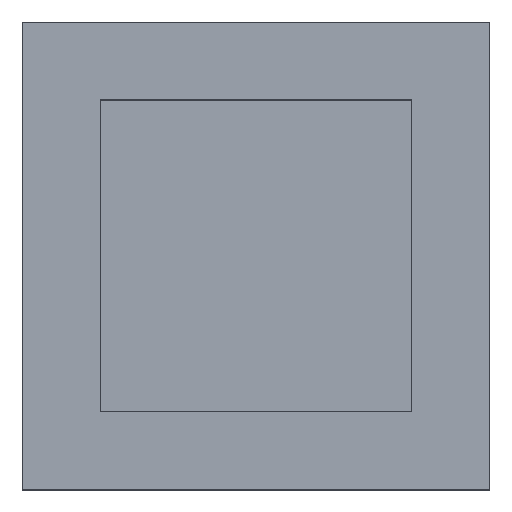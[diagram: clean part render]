
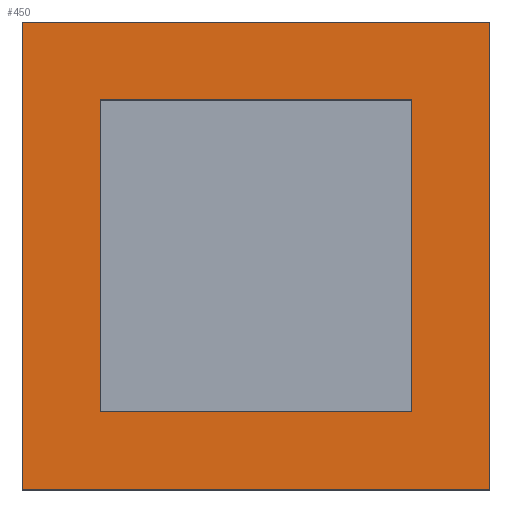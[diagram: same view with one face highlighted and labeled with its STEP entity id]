
A CAD part, top view. The second image highlights one B-rep face of the part: STEP entity #450.
In plain terms, the highlighted planar face has unit normal (0, 0, 1).
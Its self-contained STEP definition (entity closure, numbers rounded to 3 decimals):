
#200=CARTESIAN_POINT('',(7.5,7.5,5.));
#201=VERTEX_POINT('',#200);
#208=CARTESIAN_POINT('',(7.5,-7.5,5.));
#209=VERTEX_POINT('',#208);
#210=CARTESIAN_POINT('',(7.5,7.5,5.));
#211=DIRECTION('',(0.,-1.,0.));
#212=VECTOR('',#211,15.);
#213=LINE('',#210,#212);
#214=EDGE_CURVE('',#201,#209,#213,.T.);
#238=CARTESIAN_POINT('',(-7.5,7.5,5.));
#239=VERTEX_POINT('',#238);
#246=CARTESIAN_POINT('',(-7.5,7.5,5.));
#247=DIRECTION('',(1.,0.,-0.));
#248=VECTOR('',#247,15.);
#249=LINE('',#246,#248);
#250=EDGE_CURVE('',#239,#201,#249,.T.);
#269=CARTESIAN_POINT('',(-7.5,-7.5,5.));
#270=VERTEX_POINT('',#269);
#277=CARTESIAN_POINT('',(-7.5,-7.5,5.));
#278=DIRECTION('',(0.,1.,0.));
#279=VECTOR('',#278,15.);
#280=LINE('',#277,#279);
#281=EDGE_CURVE('',#270,#239,#280,.T.);
#302=CARTESIAN_POINT('',(5.,-5.,5.));
#303=VERTEX_POINT('',#302);
#310=CARTESIAN_POINT('',(5.,5.,5.));
#311=VERTEX_POINT('',#310);
#312=CARTESIAN_POINT('',(5.,-5.,5.));
#313=DIRECTION('',(0.,1.,0.));
#314=VECTOR('',#313,10.);
#315=LINE('',#312,#314);
#316=EDGE_CURVE('',#303,#311,#315,.T.);
#340=CARTESIAN_POINT('',(-5.,-5.,5.));
#341=VERTEX_POINT('',#340);
#348=CARTESIAN_POINT('',(-5.,-5.,5.));
#349=DIRECTION('',(1.,0.,-0.));
#350=VECTOR('',#349,10.);
#351=LINE('',#348,#350);
#352=EDGE_CURVE('',#341,#303,#351,.T.);
#371=CARTESIAN_POINT('',(-5.,5.,5.));
#372=VERTEX_POINT('',#371);
#379=CARTESIAN_POINT('',(-5.,5.,5.));
#380=DIRECTION('',(0.,-1.,0.));
#381=VECTOR('',#380,10.);
#382=LINE('',#379,#381);
#383=EDGE_CURVE('',#372,#341,#382,.T.);
#401=CARTESIAN_POINT('',(5.,5.,5.));
#402=DIRECTION('',(-1.,0.,0.));
#403=VECTOR('',#402,10.);
#404=LINE('',#401,#403);
#405=EDGE_CURVE('',#311,#372,#404,.T.);
#423=CARTESIAN_POINT('',(7.5,-7.5,5.));
#424=DIRECTION('',(-1.,0.,0.));
#425=VECTOR('',#424,15.);
#426=LINE('',#423,#425);
#427=EDGE_CURVE('',#209,#270,#426,.T.);
#433=CARTESIAN_POINT('',(0.,0.,5.));
#434=DIRECTION('',(0.,0.,1.));
#435=DIRECTION('',(1.,0.,0.));
#436=AXIS2_PLACEMENT_3D('',#433,#434,#435);
#437=PLANE('',#436);
#438=ORIENTED_EDGE('',*,*,#316,.F.);
#439=ORIENTED_EDGE('',*,*,#352,.F.);
#440=ORIENTED_EDGE('',*,*,#383,.F.);
#441=ORIENTED_EDGE('',*,*,#405,.F.);
#442=EDGE_LOOP('',(#438,#439,#440,#441));
#443=FACE_BOUND('',#442,.T.);
#444=ORIENTED_EDGE('',*,*,#214,.F.);
#445=ORIENTED_EDGE('',*,*,#250,.F.);
#446=ORIENTED_EDGE('',*,*,#281,.F.);
#447=ORIENTED_EDGE('',*,*,#427,.F.);
#448=EDGE_LOOP('',(#444,#445,#446,#447));
#449=FACE_BOUND('',#448,.T.);
#450=ADVANCED_FACE('',(#443,#449),#437,.T.);
